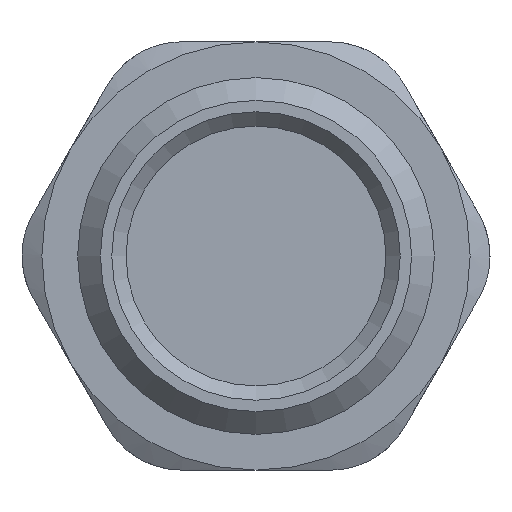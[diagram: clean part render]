
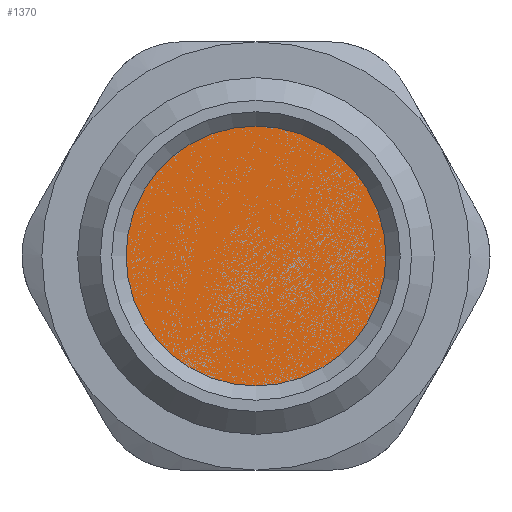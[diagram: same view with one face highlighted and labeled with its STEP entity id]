
A CAD part, front view. The second image highlights one B-rep face of the part: STEP entity #1370.
In plain terms, the highlighted planar face has unit normal (0, 1, 0).
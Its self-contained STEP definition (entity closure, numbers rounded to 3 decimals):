
#448=FACE_OUTER_BOUND('',#532,.T.);
#532=EDGE_LOOP('',(#1264));
#592=CIRCLE('',#1527,6.25);
#711=VERTEX_POINT('',#2600);
#896=EDGE_CURVE('',#711,#711,#592,.T.);
#1264=ORIENTED_EDGE('',*,*,#896,.T.);
#1293=PLANE('',#1526);
#1370=ADVANCED_FACE('',(#448),#1293,.T.);
#1526=AXIS2_PLACEMENT_3D('',#2599,#1876,#1877);
#1527=AXIS2_PLACEMENT_3D('',#2601,#1878,#1879);
#1876=DIRECTION('center_axis',(0.,1.,0.));
#1877=DIRECTION('ref_axis',(0.,0.,1.));
#1878=DIRECTION('center_axis',(0.,1.,0.));
#1879=DIRECTION('ref_axis',(0.,0.,
-1.));
#2599=CARTESIAN_POINT('Origin',(-3.939,-2.699,0.));
#2600=CARTESIAN_POINT('',(-3.939,-2.699,6.25));
#2601=CARTESIAN_POINT('Origin',(-3.939,-2.699,0.));
